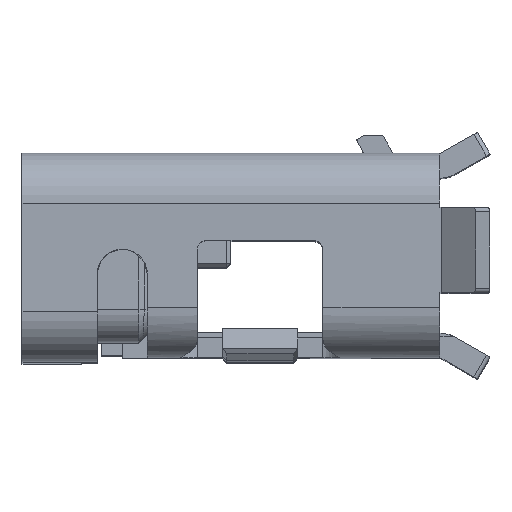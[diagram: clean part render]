
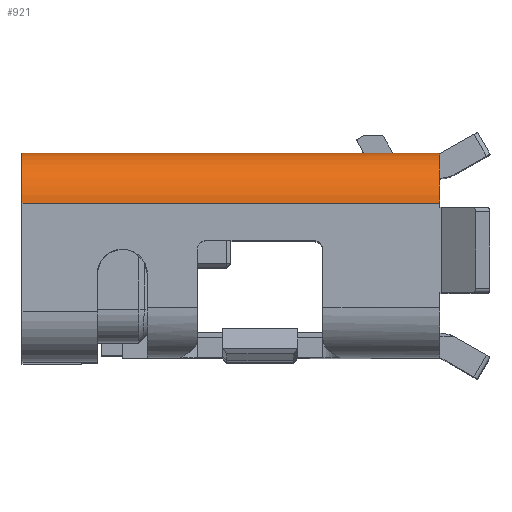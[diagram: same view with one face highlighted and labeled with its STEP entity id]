
A CAD part, top view. The second image highlights one B-rep face of the part: STEP entity #921.
In plain terms, the highlighted cylindrical face has radius 0.6 mm (diameter 1.2 mm), a partial arc.
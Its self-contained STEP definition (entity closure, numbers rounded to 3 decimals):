
#392 = EDGE_CURVE ( 'NONE', #16223, #23766, #13760, .T. ) ;
#921 = ADVANCED_FACE ( 'NONE', ( #3904 ), #22444, .T. ) ;
#1949 = CIRCLE ( 'NONE', #19233, 0.6 ) ;
#2360 = CARTESIAN_POINT ( 'NONE',  ( -91.624, 46.891, 21.228 ) ) ;
#2437 = DIRECTION ( 'NONE',  ( -1., 0., 0. ) ) ;
#3147 = DIRECTION ( 'NONE',  ( 1., 0., 0. ) ) ;
#3904 = FACE_OUTER_BOUND ( 'NONE', #8173, .T. ) ;
#4205 = CARTESIAN_POINT ( 'NONE',  ( -96.624, 46.891, 21.828 ) ) ;
#4220 = DIRECTION ( 'NONE',  ( 0., 1., 0. ) ) ;
#4672 = DIRECTION ( 'NONE',  ( -1., 0., 0. ) ) ;
#4988 = CARTESIAN_POINT ( 'NONE',  ( -93.024, 46.891, 21.228 ) ) ;
#5940 = EDGE_CURVE ( 'NONE', #23766, #18021, #1949, .T. ) ;
#6541 = CARTESIAN_POINT ( 'NONE',  ( -96.624, 46.891, 21.828 ) ) ;
#6870 = AXIS2_PLACEMENT_3D ( 'NONE', #4988, #3147, #16092 ) ;
#6923 = CARTESIAN_POINT ( 'NONE',  ( -91.624, 46.891, 21.828 ) ) ;
#8173 = EDGE_LOOP ( 'NONE', ( #10124, #22802, #14029, #16872 ) ) ;
#8852 = VECTOR ( 'NONE', #4672, 1000. ) ;
#8858 = EDGE_CURVE ( 'NONE', #18021, #18589, #22632, .T. ) ;
#9181 = CARTESIAN_POINT ( 'NONE',  ( -91.624, 47.491, 21.228 ) ) ;
#10124 = ORIENTED_EDGE ( 'NONE', *, *, #15659, .F. ) ;
#10421 = CARTESIAN_POINT ( 'NONE',  ( -91.624, 47.491, 21.228 ) ) ;
#13511 = CARTESIAN_POINT ( 'NONE',  ( -96.624, 46.891, 21.228 ) ) ;
#13760 = LINE ( 'NONE', #6541, #8852 ) ;
#14029 = ORIENTED_EDGE ( 'NONE', *, *, #5940, .F. ) ;
#15303 = DIRECTION ( 'NONE',  ( 1., 0., 0. ) ) ;
#15376 = DIRECTION ( 'NONE',  ( 0., -1., 0. ) ) ;
#15659 = EDGE_CURVE ( 'NONE', #18589, #16223, #23219, .T. ) ;
#16002 = DIRECTION ( 'NONE',  ( 1., 0., 0. ) ) ;
#16012 = AXIS2_PLACEMENT_3D ( 'NONE', #2360, #15303, #4220 ) ;
#16092 = DIRECTION ( 'NONE',  ( 0., 0., -1. ) ) ;
#16223 = VERTEX_POINT ( 'NONE', #6923 ) ;
#16872 = ORIENTED_EDGE ( 'NONE', *, *, #392, .F. ) ;
#18021 = VERTEX_POINT ( 'NONE', #23564 ) ;
#18589 = VERTEX_POINT ( 'NONE', #9181 ) ;
#19233 = AXIS2_PLACEMENT_3D ( 'NONE', #13511, #2437, #15376 ) ;
#22078 = VECTOR ( 'NONE', #16002, 1000. ) ;
#22444 = CYLINDRICAL_SURFACE ( 'NONE', #6870, 0.6 ) ;
#22632 = LINE ( 'NONE', #10421, #22078 ) ;
#22802 = ORIENTED_EDGE ( 'NONE', *, *, #8858, .F. ) ;
#23219 = CIRCLE ( 'NONE', #16012, 0.6 ) ;
#23564 = CARTESIAN_POINT ( 'NONE',  ( -96.624, 47.491, 21.228 ) ) ;
#23766 = VERTEX_POINT ( 'NONE', #4205 ) ;
